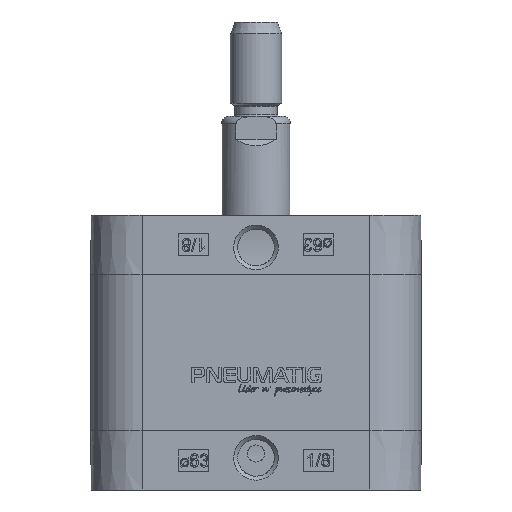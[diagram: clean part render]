
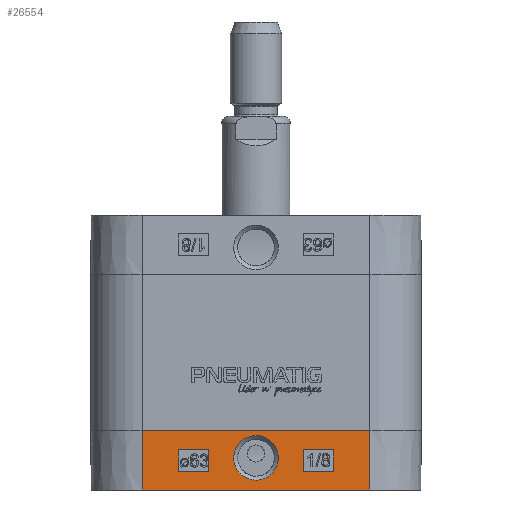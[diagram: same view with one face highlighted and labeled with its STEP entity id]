
A CAD part, left-side view. The second image highlights one B-rep face of the part: STEP entity #26554.
In plain terms, the highlighted planar face has unit normal (-1, 0, -0.009).
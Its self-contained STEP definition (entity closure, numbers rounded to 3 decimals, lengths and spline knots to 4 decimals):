
#1013=B_SPLINE_CURVE_WITH_KNOTS($,3,(#35963,#35964,#35965,#35966,#35967,
#35968,#35969,#35970,#35971,#35972,#35973,#35974,#35975,#35976,#35977,#35978,
#35979,#35980,#35981,#35982,#35983,#35984,#35985,#35986,#35987,#35988,#35989,
#35990,#35991,#35992,#35993,#35994,#35995,#35996,#35997,#35998,#35999,#36000,
#36001,#36002,#36003,#36004,#36005),.UNSPECIFIED.,.T.,.F.,(4,3,3,3,3,3,
3,3,3,3,3,3,3,3,4),(0.,0.2329,0.4813,0.8309,
1.2398,1.4358,1.7544,1.9158,2.1599,
2.5394,2.9297,3.1201,3.4254,3.5846,
3.8175),.UNSPECIFIED.);
#2711=FACE_BOUND($,#8782,.T.);
#2712=FACE_BOUND($,#8783,.T.);
#2713=FACE_BOUND($,#8784,.T.);
#2915=LINE($,#34023,#4996);
#2994=LINE($,#34378,#5075);
#3174=LINE($,#35891,#5255);
#3176=LINE($,#35895,#5257);
#3178=LINE($,#35899,#5259);
#3180=LINE($,#35902,#5261);
#3182=LINE($,#35908,#5263);
#3184=LINE($,#35912,#5265);
#3186=LINE($,#35916,#5267);
#3188=LINE($,#35919,#5269);
#3190=LINE($,#36007,#5271);
#3191=LINE($,#36008,#5272);
#4996=VECTOR($,#29378,5.3);
#5075=VECTOR($,#29641,5.3);
#5255=VECTOR($,#29977,0.5);
#5257=VECTOR($,#29981,0.7);
#5259=VECTOR($,#29985,0.5);
#5261=VECTOR($,#29989,0.7);
#5263=VECTOR($,#29995,0.5);
#5265=VECTOR($,#29999,0.7);
#5267=VECTOR($,#30003,0.5);
#5269=VECTOR($,#30007,0.7);
#5271=VECTOR($,#30013,1.3751);
#5272=VECTOR($,#30014,1.3751);
#7186=FACE_OUTER_BOUND($,#8781,.T.);
#8781=EDGE_LOOP($,(#18579,#18580,#18581,#18582));
#8782=EDGE_LOOP($,(#18583,#18584,#18585,#18586));
#8783=EDGE_LOOP($,(#18587,#18588,#18589,#18590));
#8784=EDGE_LOOP($,(#18591));
#10847=VERTEX_POINT($,#34020);
#10848=VERTEX_POINT($,#34022);
#10947=VERTEX_POINT($,#34375);
#10948=VERTEX_POINT($,#34377);
#11216=VERTEX_POINT($,#35888);
#11217=VERTEX_POINT($,#35890);
#11218=VERTEX_POINT($,#35894);
#11219=VERTEX_POINT($,#35898);
#11220=VERTEX_POINT($,#35905);
#11221=VERTEX_POINT($,#35907);
#11222=VERTEX_POINT($,#35911);
#11223=VERTEX_POINT($,#35915);
#11224=VERTEX_POINT($,#35961);
#13606=EDGE_CURVE($,#10848,#10847,#2915,.T.);
#13730=EDGE_CURVE($,#10948,#10947,#2994,.T.);
#14084=EDGE_CURVE($,#11217,#11216,#3174,.T.);
#14086=EDGE_CURVE($,#11218,#11217,#3176,.T.);
#14088=EDGE_CURVE($,#11219,#11218,#3178,.T.);
#14090=EDGE_CURVE($,#11216,#11219,#3180,.T.);
#14092=EDGE_CURVE($,#11221,#11220,#3182,.T.);
#14094=EDGE_CURVE($,#11222,#11221,#3184,.T.);
#14096=EDGE_CURVE($,#11223,#11222,#3186,.T.);
#14098=EDGE_CURVE($,#11220,#11223,#3188,.T.);
#14100=EDGE_CURVE($,#11224,#11224,#1013,.T.);
#14101=EDGE_CURVE($,#10948,#10847,#3190,.T.);
#14102=EDGE_CURVE($,#10947,#10848,#3191,.T.);
#18579=ORIENTED_EDGE($,*,*,#13606,.T.);
#18580=ORIENTED_EDGE($,*,*,#14101,.F.);
#18581=ORIENTED_EDGE($,*,*,#13730,.T.);
#18582=ORIENTED_EDGE($,*,*,#14102,.T.);
#18583=ORIENTED_EDGE($,*,*,#14084,.T.);
#18584=ORIENTED_EDGE($,*,*,#14090,.T.);
#18585=ORIENTED_EDGE($,*,*,#14088,.T.);
#18586=ORIENTED_EDGE($,*,*,#14086,.T.);
#18587=ORIENTED_EDGE($,*,*,#14092,.T.);
#18588=ORIENTED_EDGE($,*,*,#14098,.T.);
#18589=ORIENTED_EDGE($,*,*,#14096,.T.);
#18590=ORIENTED_EDGE($,*,*,#14094,.T.);
#18591=ORIENTED_EDGE($,*,*,#14100,.F.);
#25957=PLANE($,#28192);
#26554=ADVANCED_FACE($,(#7186,#2711,#2712,#2713),#25957,.T.);
#28192=AXIS2_PLACEMENT_3D($,#36006,#30011,#30012);
#29378=DIRECTION($,(0.,-1.,0.));
#29641=DIRECTION($,(0.,1.,0.));
#29977=DIRECTION($,(-0.009,0.,1.));
#29981=DIRECTION($,(0.,1.,0.));
#29985=DIRECTION($,(0.009,0.,-1.));
#29989=DIRECTION($,(0.,-1.,0.));
#29995=DIRECTION($,(-0.009,0.,1.));
#29999=DIRECTION($,(0.,1.,0.));
#30003=DIRECTION($,(0.009,0.,-1.));
#30007=DIRECTION($,(0.,-1.,0.));
#30011=DIRECTION('center_axis',(-1.,0.,-0.009));
#30012=DIRECTION('ref_axis',(-0.009,0.,
1.));
#30013=DIRECTION($,(0.009,0.,-1.));
#30014=DIRECTION($,(0.009,0.,-1.));
#34020=CARTESIAN_POINT('',(-3.838,-2.65,-5.));
#34022=CARTESIAN_POINT('',(-3.838,2.65,-5.));
#34023=CARTESIAN_POINT($,(-3.838,2.65,-5.));
#34375=CARTESIAN_POINT('',(-3.85,2.65,-3.625));
#34377=CARTESIAN_POINT('',(-3.85,-2.65,-3.625));
#34378=CARTESIAN_POINT($,(-3.85,-2.65,-3.625));
#35888=CARTESIAN_POINT('',(-3.8462,-1.1,-4.065));
#35890=CARTESIAN_POINT('',(-3.8418,-1.1,-4.565));
#35891=CARTESIAN_POINT($,(-3.8418,-1.1,-4.565));
#35894=CARTESIAN_POINT('',(-3.8418,-1.8,-4.565));
#35895=CARTESIAN_POINT($,(-3.8418,-1.8,-4.565));
#35898=CARTESIAN_POINT('',(-3.8462,-1.8,-4.065));
#35899=CARTESIAN_POINT($,(-3.8462,-1.8,-4.065));
#35902=CARTESIAN_POINT($,(-3.8462,-1.1,-4.065));
#35905=CARTESIAN_POINT('',(-3.8462,1.8,-4.065));
#35907=CARTESIAN_POINT('',(-3.8418,1.8,-4.565));
#35908=CARTESIAN_POINT($,(-3.8418,1.8,-4.565));
#35911=CARTESIAN_POINT('',(-3.8418,1.1,-4.565));
#35912=CARTESIAN_POINT($,(-3.8418,1.1,-4.565));
#35915=CARTESIAN_POINT('',(-3.8462,1.1,-4.065));
#35916=CARTESIAN_POINT($,(-3.8462,1.1,-4.065));
#35919=CARTESIAN_POINT($,(-3.8462,1.8,-4.065));
#35961=CARTESIAN_POINT('',(-3.8491,-0.0001,-3.7313));
#35963=CARTESIAN_POINT('Ctrl Pts',(-3.84,-0.0003,
-4.7694));
#35964=CARTESIAN_POINT('Ctrl Pts',(-3.84,-0.0779,
-4.7695));
#35965=CARTESIAN_POINT('Ctrl Pts',(-3.8402,-0.1577,
-4.752));
#35966=CARTESIAN_POINT('Ctrl Pts',(-3.8405,-0.2256,
-4.7193));
#35967=CARTESIAN_POINT('Ctrl Pts',(-3.8408,-0.298,
-4.6844));
#35968=CARTESIAN_POINT('Ctrl Pts',(-3.8411,-0.3478,-4.6408));
#35969=CARTESIAN_POINT('Ctrl Pts',(-3.8415,-0.3885,
-4.5944));
#35970=CARTESIAN_POINT('Ctrl Pts',(-3.8421,-0.4457,
-4.5292));
#35971=CARTESIAN_POINT('Ctrl Pts',(-3.8428,-0.4874,
-4.4495));
#35972=CARTESIAN_POINT('Ctrl Pts',(-3.8435,-0.5064,
-4.3664));
#35973=CARTESIAN_POINT('Ctrl Pts',(-3.8444,-0.5286,
-4.2691));
#35974=CARTESIAN_POINT('Ctrl Pts',(-3.8453,-0.5208,
-4.1633));
#35975=CARTESIAN_POINT('Ctrl Pts',(-3.8461,-0.4856,
-4.068));
#35976=CARTESIAN_POINT('Ctrl Pts',(-3.8465,-0.4688,
-4.0222));
#35977=CARTESIAN_POINT('Ctrl Pts',(-3.847,-0.4442,
-3.974));
#35978=CARTESIAN_POINT('Ctrl Pts',(-3.8474,-0.4066,
-3.9268));
#35979=CARTESIAN_POINT('Ctrl Pts',(-3.848,-0.3455,
-3.8501));
#35980=CARTESIAN_POINT('Ctrl Pts',(-3.8486,-0.2539,
-3.7871));
#35981=CARTESIAN_POINT('Ctrl Pts',(-3.8489,-0.1544,
-3.7556));
#35982=CARTESIAN_POINT('Ctrl Pts',(-3.849,-0.104,
-3.7396));
#35983=CARTESIAN_POINT('Ctrl Pts',(-3.8491,-0.0512,
-3.7313));
#35984=CARTESIAN_POINT('Ctrl Pts',(-3.8491,-0.0001,
-3.7313));
#35985=CARTESIAN_POINT('Ctrl Pts',(-3.8491,0.0772,-3.7313));
#35986=CARTESIAN_POINT('Ctrl Pts',(-3.8489,0.1394,-3.748));
#35987=CARTESIAN_POINT('Ctrl Pts',(-3.8487,0.1925,
-3.7694));
#35988=CARTESIAN_POINT('Ctrl Pts',(-3.8484,0.2749,-3.8026));
#35989=CARTESIAN_POINT('Ctrl Pts',(-3.848,0.349,-3.8553));
#35990=CARTESIAN_POINT('Ctrl Pts',(-3.8474,0.4062,
-3.9269));
#35991=CARTESIAN_POINT('Ctrl Pts',(-3.8467,0.4651,
-4.0006));
#35992=CARTESIAN_POINT('Ctrl Pts',(-3.8458,0.507,
-4.1008));
#35993=CARTESIAN_POINT('Ctrl Pts',(-3.8449,0.517,
-4.2042));
#35994=CARTESIAN_POINT('Ctrl Pts',(-3.8445,0.5219,
-4.2546));
#35995=CARTESIAN_POINT('Ctrl Pts',(-3.844,0.5204,-4.3078));
#35996=CARTESIAN_POINT('Ctrl Pts',(-3.8435,0.5071,
-4.3664));
#35997=CARTESIAN_POINT('Ctrl Pts',(-3.8427,0.4856,
-4.4604));
#35998=CARTESIAN_POINT('Ctrl Pts',(-3.8419,0.4309,
-4.5566));
#35999=CARTESIAN_POINT('Ctrl Pts',(-3.8413,0.3566,
-4.6274));
#36000=CARTESIAN_POINT('Ctrl Pts',(-3.8409,0.3179,
-4.6644));
#36001=CARTESIAN_POINT('Ctrl Pts',(-3.8407,0.2735,
-4.6955));
#36002=CARTESIAN_POINT('Ctrl Pts',(-3.8405,0.2254,-4.7187));
#36003=CARTESIAN_POINT('Ctrl Pts',(-3.8402,0.1549,
-4.7527));
#36004=CARTESIAN_POINT('Ctrl Pts',(-3.84,0.0773,
-4.7693));
#36005=CARTESIAN_POINT('Ctrl Pts',(-3.84,-0.0003,
-4.7694));
#36006=CARTESIAN_POINT('Origin',(-3.85,0.,-3.625));
#36007=CARTESIAN_POINT($,(-3.85,-2.65,-3.625));
#36008=CARTESIAN_POINT($,(-3.85,2.65,-3.625));
